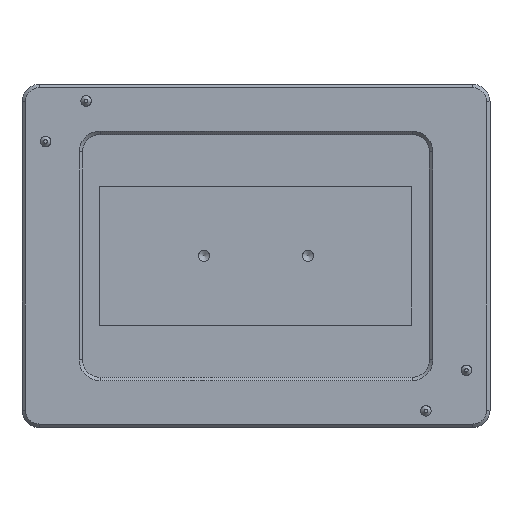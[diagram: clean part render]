
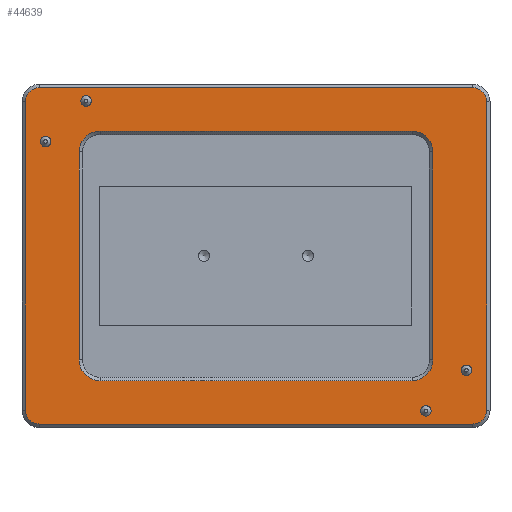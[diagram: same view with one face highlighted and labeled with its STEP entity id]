
A CAD part, top view. The second image highlights one B-rep face of the part: STEP entity #44639.
In plain terms, the highlighted planar face has unit normal (0, 0, 1).
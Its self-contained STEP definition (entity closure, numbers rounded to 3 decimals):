
#2140=LINE('',#85912,#6284);
#2141=LINE('',#85916,#6285);
#2142=LINE('',#85920,#6286);
#2143=LINE('',#85924,#6287);
#2144=LINE('',#85928,#6288);
#2145=LINE('',#85932,#6289);
#2146=LINE('',#85936,#6290);
#2147=LINE('',#85940,#6291);
#6284=VECTOR('',#71877,1000.);
#6285=VECTOR('',#71880,1000.);
#6286=VECTOR('',#71883,1000.);
#6287=VECTOR('',#71886,1000.);
#6288=VECTOR('',#71889,1000.);
#6289=VECTOR('',#71892,1000.);
#6290=VECTOR('',#71895,1000.);
#6291=VECTOR('',#71898,1000.);
#10580=ORIENTED_EDGE('',*,*,#23868,.T.);
#10581=ORIENTED_EDGE('',*,*,#23869,.T.);
#10582=ORIENTED_EDGE('',*,*,#23870,.T.);
#10583=ORIENTED_EDGE('',*,*,#23871,.T.);
#10584=ORIENTED_EDGE('',*,*,#23872,.T.);
#10585=ORIENTED_EDGE('',*,*,#23873,.T.);
#10586=ORIENTED_EDGE('',*,*,#23874,.T.);
#10587=ORIENTED_EDGE('',*,*,#23875,.T.);
#10588=ORIENTED_EDGE('',*,*,#23876,.T.);
#10589=ORIENTED_EDGE('',*,*,#23877,.T.);
#10590=ORIENTED_EDGE('',*,*,#23878,.T.);
#10591=ORIENTED_EDGE('',*,*,#23879,.T.);
#10592=ORIENTED_EDGE('',*,*,#23880,.T.);
#10593=ORIENTED_EDGE('',*,*,#23881,.T.);
#10594=ORIENTED_EDGE('',*,*,#23882,.T.);
#10595=ORIENTED_EDGE('',*,*,#23883,.T.);
#10596=ORIENTED_EDGE('',*,*,#23867,.T.);
#10597=ORIENTED_EDGE('',*,*,#23866,.T.);
#10598=ORIENTED_EDGE('',*,*,#23865,.T.);
#10599=ORIENTED_EDGE('',*,*,#23864,.T.);
#23864=EDGE_CURVE('',#30520,#30520,#34712,.T.);
#23865=EDGE_CURVE('',#30521,#30521,#34713,.T.);
#23866=EDGE_CURVE('',#30522,#30522,#34714,.T.);
#23867=EDGE_CURVE('',#30523,#30523,#34715,.T.);
#23868=EDGE_CURVE('',#30524,#30525,#34716,.T.);
#23869=EDGE_CURVE('',#30525,#30526,#2140,.T.);
#23870=EDGE_CURVE('',#30526,#30527,#34717,.T.);
#23871=EDGE_CURVE('',#30527,#30528,#2141,.T.);
#23872=EDGE_CURVE('',#30528,#30529,#34718,.T.);
#23873=EDGE_CURVE('',#30529,#30530,#2142,.T.);
#23874=EDGE_CURVE('',#30530,#30531,#34719,.T.);
#23875=EDGE_CURVE('',#30531,#30524,#2143,.T.);
#23876=EDGE_CURVE('',#30532,#30533,#34720,.F.);
#23877=EDGE_CURVE('',#30533,#30534,#2144,.T.);
#23878=EDGE_CURVE('',#30534,#30535,#34721,.F.);
#23879=EDGE_CURVE('',#30535,#30536,#2145,.T.);
#23880=EDGE_CURVE('',#30536,#30537,#34722,.F.);
#23881=EDGE_CURVE('',#30537,#30538,#2146,.T.);
#23882=EDGE_CURVE('',#30538,#30539,#34723,.F.);
#23883=EDGE_CURVE('',#30539,#30532,#2147,.T.);
#30520=VERTEX_POINT('',#85898);
#30521=VERTEX_POINT('',#85901);
#30522=VERTEX_POINT('',#85904);
#30523=VERTEX_POINT('',#85907);
#30524=VERTEX_POINT('',#85910);
#30525=VERTEX_POINT('',#85911);
#30526=VERTEX_POINT('',#85913);
#30527=VERTEX_POINT('',#85915);
#30528=VERTEX_POINT('',#85917);
#30529=VERTEX_POINT('',#85919);
#30530=VERTEX_POINT('',#85921);
#30531=VERTEX_POINT('',#85923);
#30532=VERTEX_POINT('',#85926);
#30533=VERTEX_POINT('',#85927);
#30534=VERTEX_POINT('',#85929);
#30535=VERTEX_POINT('',#85931);
#30536=VERTEX_POINT('',#85933);
#30537=VERTEX_POINT('',#85935);
#30538=VERTEX_POINT('',#85937);
#30539=VERTEX_POINT('',#85939);
#34712=CIRCLE('',#66716,1.5);
#34713=CIRCLE('',#66718,1.5);
#34714=CIRCLE('',#66720,1.5);
#34715=CIRCLE('',#66722,1.5);
#34716=CIRCLE('',#66724,4.);
#34717=CIRCLE('',#66725,4.);
#34718=CIRCLE('',#66726,4.);
#34719=CIRCLE('',#66727,4.);
#34720=CIRCLE('',#66728,6.);
#34721=CIRCLE('',#66729,6.);
#34722=CIRCLE('',#66730,6.);
#34723=CIRCLE('',#66731,6.);
#36704=EDGE_LOOP('',(#10580,#10581,#10582,#10583,#10584,#10585,#10586,#10587));
#36705=EDGE_LOOP('',(#10588,#10589,#10590,#10591,#10592,#10593,#10594,#10595));
#36706=EDGE_LOOP('',(#10596));
#36707=EDGE_LOOP('',(#10597));
#36708=EDGE_LOOP('',(#10598));
#36709=EDGE_LOOP('',(#10599));
#39954=FACE_BOUND('',#36704,.T.);
#39955=FACE_BOUND('',#36705,.T.);
#39956=FACE_BOUND('',#36706,.T.);
#39957=FACE_BOUND('',#36707,.T.);
#39958=FACE_BOUND('',#36708,.T.);
#39959=FACE_BOUND('',#36709,.T.);
#43174=PLANE('',#66723);
#44639=ADVANCED_FACE('',(#39954,#39955,#39956,#39957,#39958,#39959),#43174,
 .T.);
#66716=AXIS2_PLACEMENT_3D('',#85897,#71859,#71860);
#66718=AXIS2_PLACEMENT_3D('',#85900,#71863,#71864);
#66720=AXIS2_PLACEMENT_3D('',#85903,#71867,#71868);
#66722=AXIS2_PLACEMENT_3D('',#85906,#71871,#71872);
#66723=AXIS2_PLACEMENT_3D('',#85908,#71873,#71874);
#66724=AXIS2_PLACEMENT_3D('',#85909,#71875,#71876);
#66725=AXIS2_PLACEMENT_3D('',#85914,#71878,#71879);
#66726=AXIS2_PLACEMENT_3D('',#85918,#71881,#71882);
#66727=AXIS2_PLACEMENT_3D('',#85922,#71884,#71885);
#66728=AXIS2_PLACEMENT_3D('',#85925,#71887,#71888);
#66729=AXIS2_PLACEMENT_3D('',#85930,#71890,#71891);
#66730=AXIS2_PLACEMENT_3D('',#85934,#71893,#71894);
#66731=AXIS2_PLACEMENT_3D('',#85938,#71896,#71897);
#71859=DIRECTION('',(0.,0.,-1.));
#71860=DIRECTION('',(0.,-1.,0.));
#71863=DIRECTION('',(0.,0.,-1.));
#71864=DIRECTION('',(0.,-1.,0.));
#71867=DIRECTION('',(0.,0.,-1.));
#71868=DIRECTION('',(0.,-1.,0.));
#71871=DIRECTION('',(0.,0.,-1.));
#71872=DIRECTION('',(0.,-1.,0.));
#71873=DIRECTION('',(0.,0.,1.));
#71874=DIRECTION('',(1.,0.,0.));
#71875=DIRECTION('',(0.,0.,1.));
#71876=DIRECTION('',(1.,0.,0.));
#71877=DIRECTION('',(-1.,0.,0.));
#71878=DIRECTION('',(0.,0.,1.));
#71879=DIRECTION('',(1.,0.,0.));
#71880=DIRECTION('',(0.,-1.,0.));
#71881=DIRECTION('',(0.,0.,1.));
#71882=DIRECTION('',(1.,0.,0.));
#71883=DIRECTION('',(1.,0.,0.));
#71884=DIRECTION('',(0.,0.,1.));
#71885=DIRECTION('',(1.,0.,0.));
#71886=DIRECTION('',(0.,1.,0.));
#71887=DIRECTION('',(0.,0.,1.));
#71888=DIRECTION('',(1.,0.,0.));
#71889=DIRECTION('',(-1.,0.,0.));
#71890=DIRECTION('',(0.,0.,1.));
#71891=DIRECTION('',(1.,0.,0.));
#71892=DIRECTION('',(0.,1.,0.));
#71893=DIRECTION('',(0.,0.,1.));
#71894=DIRECTION('',(1.,0.,0.));
#71895=DIRECTION('',(1.,0.,0.));
#71896=DIRECTION('',(0.,0.,1.));
#71897=DIRECTION('',(1.,0.,0.));
#71898=DIRECTION('',(0.,-1.,0.));
#85897=CARTESIAN_POINT('',(49.,-44.7,28.));
#85898=CARTESIAN_POINT('',(49.,-46.2,28.));
#85900=CARTESIAN_POINT('',(-49.,44.7,28.));
#85901=CARTESIAN_POINT('',(-49.,43.2,28.));
#85903=CARTESIAN_POINT('',(-60.7,33.,28.));
#85904=CARTESIAN_POINT('',(-60.7,31.5,28.));
#85906=CARTESIAN_POINT('',(60.7,-33.,28.));
#85907=CARTESIAN_POINT('',(60.7,-34.5,28.));
#85908=CARTESIAN_POINT('',(-67.5,-49.5,28.));
#85909=CARTESIAN_POINT('',(62.5,44.5,28.));
#85910=CARTESIAN_POINT('',(66.5,44.5,28.));
#85911=CARTESIAN_POINT('',(62.5,48.5,28.));
#85912=CARTESIAN_POINT('',(-62.5,48.5,28.));
#85913=CARTESIAN_POINT('',(-62.5,48.5,28.));
#85914=CARTESIAN_POINT('',(-62.5,44.5,28.));
#85915=CARTESIAN_POINT('',(-66.5,44.5,28.));
#85916=CARTESIAN_POINT('',(-66.5,-44.5,28.));
#85917=CARTESIAN_POINT('',(-66.5,-44.5,28.));
#85918=CARTESIAN_POINT('',(-62.5,-44.5,28.));
#85919=CARTESIAN_POINT('',(-62.5,-48.5,28.));
#85920=CARTESIAN_POINT('',(62.5,-48.5,28.));
#85921=CARTESIAN_POINT('',(62.5,-48.5,28.));
#85922=CARTESIAN_POINT('',(62.5,-44.5,28.));
#85923=CARTESIAN_POINT('',(66.5,-44.5,28.));
#85924=CARTESIAN_POINT('',(66.5,44.5,28.));
#85925=CARTESIAN_POINT('',(45.,-30.,28.));
#85926=CARTESIAN_POINT('',(51.,-30.,28.));
#85927=CARTESIAN_POINT('',(45.,-36.,28.));
#85928=CARTESIAN_POINT('',(-45.,-36.,28.));
#85929=CARTESIAN_POINT('',(-45.,-36.,28.));
#85930=CARTESIAN_POINT('',(-45.,-30.,28.));
#85931=CARTESIAN_POINT('',(-51.,-30.,28.));
#85932=CARTESIAN_POINT('',(-51.,30.,28.));
#85933=CARTESIAN_POINT('',(-51.,30.,28.));
#85934=CARTESIAN_POINT('',(-45.,30.,28.));
#85935=CARTESIAN_POINT('',(-45.,36.,28.));
#85936=CARTESIAN_POINT('',(45.,36.,28.));
#85937=CARTESIAN_POINT('',(45.,36.,28.));
#85938=CARTESIAN_POINT('',(45.,30.,28.));
#85939=CARTESIAN_POINT('',(51.,30.,28.));
#85940=CARTESIAN_POINT('',(51.,-30.,28.));
